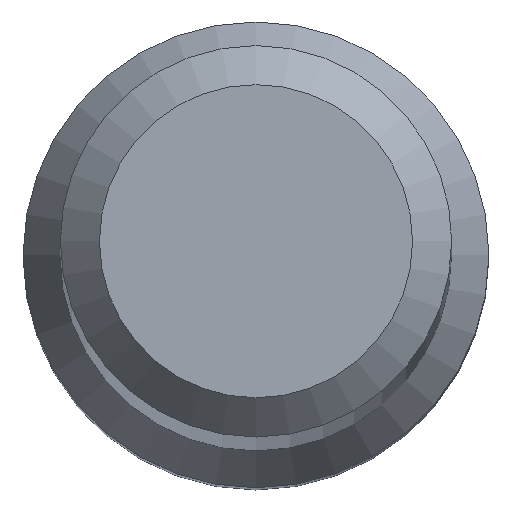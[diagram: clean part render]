
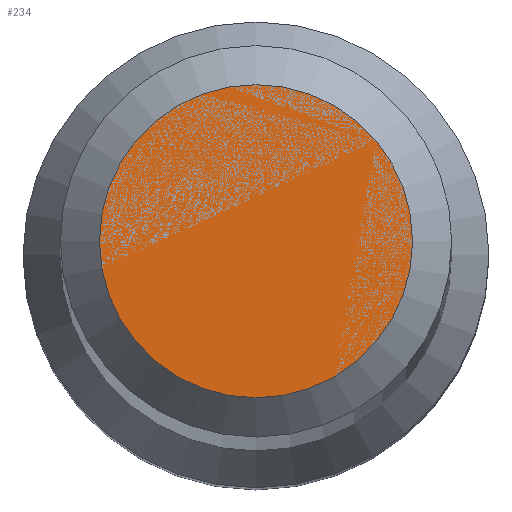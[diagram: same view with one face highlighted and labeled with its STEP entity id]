
A CAD part, top view. The second image highlights one B-rep face of the part: STEP entity #234.
In plain terms, the highlighted planar face has unit normal (0, 0, 1).
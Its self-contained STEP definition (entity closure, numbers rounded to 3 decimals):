
#23 = PLANE ( 'NONE',  #171 ) ;
#27 = VERTEX_POINT ( 'NONE', #257 ) ;
#37 = AXIS2_PLACEMENT_3D ( 'NONE', #303, #131, #174 ) ;
#68 = DIRECTION ( 'NONE',  ( 0., 0., -1. ) ) ;
#70 = ORIENTED_EDGE ( 'NONE', *, *, #117, .F. ) ;
#117 = EDGE_CURVE ( 'NONE', #27, #27, #122, .T. ) ;
#122 = CIRCLE ( 'NONE', #37, 1.2 ) ;
#131 = DIRECTION ( 'NONE',  ( 0., 0., -1. ) ) ;
#135 = CARTESIAN_POINT ( 'NONE',  ( 0., 0., 70. ) ) ;
#139 = DIRECTION ( 'NONE',  ( 0., 1., 0. ) ) ;
#142 = EDGE_LOOP ( 'NONE', ( #70 ) ) ;
#171 = AXIS2_PLACEMENT_3D ( 'NONE', #135, #68, #139 ) ;
#174 = DIRECTION ( 'NONE',  ( 0., 1., 0. ) ) ;
#234 = ADVANCED_FACE ( 'NONE', ( #255 ), #23, .F. ) ;
#255 = FACE_OUTER_BOUND ( 'NONE', #142, .T. ) ;
#257 = CARTESIAN_POINT ( 'NONE',  ( 0., 1.2, 70. ) ) ;
#303 = CARTESIAN_POINT ( 'NONE',  ( 0., 0., 70. ) ) ;
